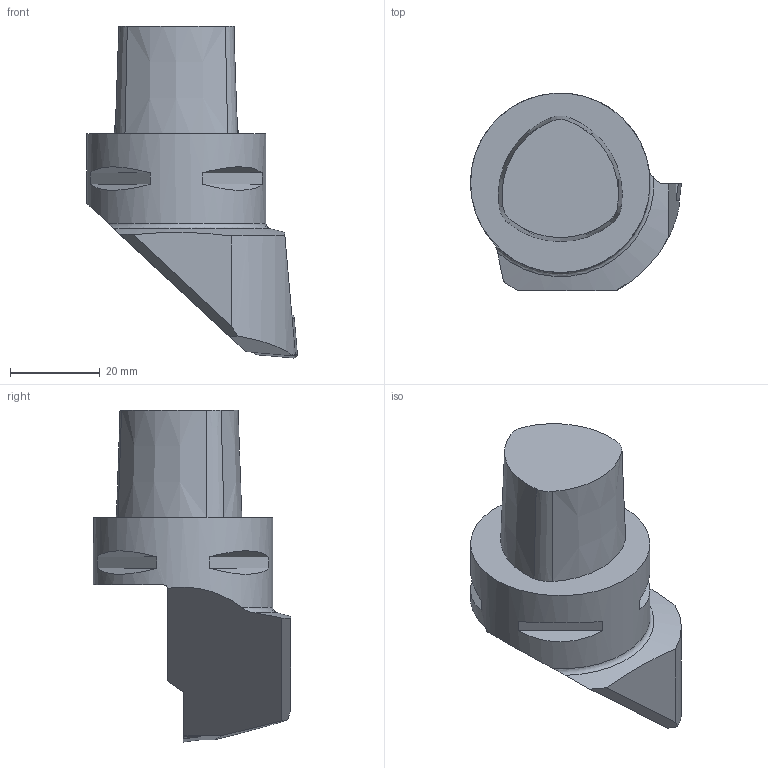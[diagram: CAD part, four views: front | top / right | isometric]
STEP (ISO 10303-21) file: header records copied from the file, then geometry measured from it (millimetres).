
FILE_DESCRIPTION(/* description */ (''),/* implementation_level */ '2;1');
FILE_NAME(/* name */ 'C4-DCLCL-27050-09JETI2_Basic.stp',/* time_stamp */ '2021-07-14T11:44:03+05:00',/* author */ (''),/* organization */ (''),/* preprocessor_version */ 'ST-DEVELOPER v16.7',/* originating_system */ 'SIEMENS PLM Software NX 12.0',/* authorisation */ '');
FILE_SCHEMA (('AUTOMOTIVE_DESIGN { 1 0 10303 214 3 1 1 1 }'));
Length unit declared in the file: millimetre
Products named in the file (4): CUT; NOCUT8480; ASSEMBLY_CONSTRUCTION8581; C4-DCLCL-27050-09JETI2_Basic_stp
Assembly tree (3 placements, depth 2):
  C4-DCLCL-27050-09JETI2_Basic_stp
    ASSEMBLY_CONSTRUCTION8581
    NOCUT8480
    CUT
Bounding box: 47 x 44 x 74 mm (x, y, z)
Volume: 51288.1 mm3; surface area: 9861.4 mm2
Topology: 2 solids, 2 shells, 53 faces, 133 edges, 92 vertices
Faces by surface type: plane 34, cone 14, cylinder 4, torus 1
Full cylindrical faces by diameter (mm): 40 x1
Entity records: 1836 total; most frequent: CARTESIAN_POINT 396, DIRECTION 288, ORIENTED_EDGE 260, EDGE_CURVE 130, AXIS2_PLACEMENT_3D 109, VERTEX_POINT 87, LINE 70, VECTOR 70
